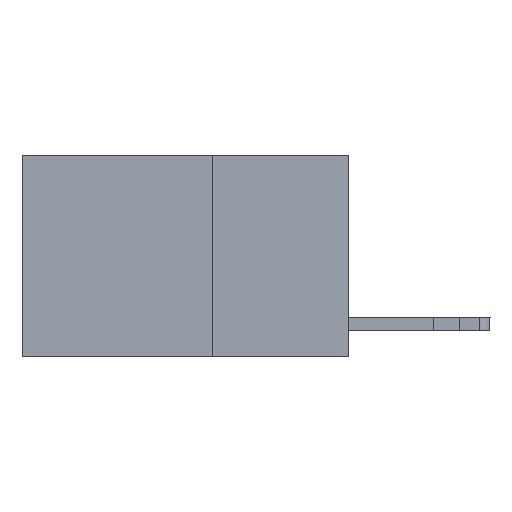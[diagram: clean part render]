
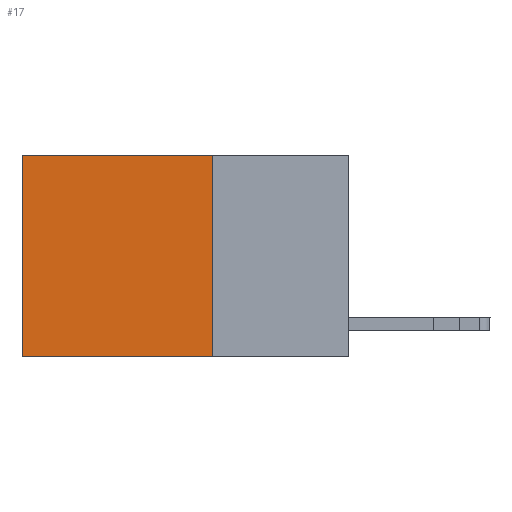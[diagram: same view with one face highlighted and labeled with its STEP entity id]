
A CAD part, left-side view. The second image highlights one B-rep face of the part: STEP entity #17.
In plain terms, the highlighted planar face has unit normal (-1, 0, 0).
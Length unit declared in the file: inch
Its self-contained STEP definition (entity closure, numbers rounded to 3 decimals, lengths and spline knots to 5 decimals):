
#17 = ADVANCED_FACE ( 'NONE', ( #4316 ), #10936, .F. ) ;
#1015 = CARTESIAN_POINT ( 'NONE',  ( 0.2625, 0.25, 0. ) ) ;
#1249 = CARTESIAN_POINT ( 'NONE',  ( 0.2625, 0.6, 0. ) ) ;
#2095 = VERTEX_POINT ( 'NONE', #13913 ) ;
#2638 = ORIENTED_EDGE ( 'NONE', *, *, #8408, .F. ) ;
#3199 = ORIENTED_EDGE ( 'NONE', *, *, #4538, .F. ) ;
#3444 = LINE ( 'NONE', #12619, #18037 ) ;
#3751 = DIRECTION ( 'NONE',  ( 1., 0., 0. ) ) ;
#4316 = FACE_OUTER_BOUND ( 'NONE', #15131, .T. ) ;
#4538 = EDGE_CURVE ( 'NONE', #9308, #18179, #13190, .T. ) ;
#4543 = AXIS2_PLACEMENT_3D ( 'NONE', #9503, #3751, #13730 ) ;
#4724 = LINE ( 'NONE', #1249, #15571 ) ;
#6654 = VECTOR ( 'NONE', #13963, 39.37008 ) ;
#7189 = ORIENTED_EDGE ( 'NONE', *, *, #11483, .T. ) ;
#7804 = CARTESIAN_POINT ( 'NONE',  ( 0.2625, 0.25, 0. ) ) ;
#8408 = EDGE_CURVE ( 'NONE', #13763, #9308, #10880, .T. ) ;
#9308 = VERTEX_POINT ( 'NONE', #11806 ) ;
#9503 = CARTESIAN_POINT ( 'NONE',  ( 0.2625, 0.25, 0. ) ) ;
#10384 = DIRECTION ( 'NONE',  ( 0., 1., 0. ) ) ;
#10880 = LINE ( 'NONE', #1015, #6654 ) ;
#10936 = PLANE ( 'NONE',  #4543 ) ;
#11382 = DIRECTION ( 'NONE',  ( 0., 0., -1. ) ) ;
#11483 = EDGE_CURVE ( 'NONE', #13763, #2095, #3444, .T. ) ;
#11806 = CARTESIAN_POINT ( 'NONE',  ( 0.2625, 0.25, -0.37 ) ) ;
#12619 = CARTESIAN_POINT ( 'NONE',  ( 0.2625, 0.25, 0. ) ) ;
#13190 = LINE ( 'NONE', #17291, #13617 ) ;
#13617 = VECTOR ( 'NONE', #10384, 39.37008 ) ;
#13730 = DIRECTION ( 'NONE',  ( 0., 0., -1. ) ) ;
#13763 = VERTEX_POINT ( 'NONE', #7804 ) ;
#13913 = CARTESIAN_POINT ( 'NONE',  ( 0.2625, 0.6, 0. ) ) ;
#13963 = DIRECTION ( 'NONE',  ( 0., 0., -1. ) ) ;
#14005 = EDGE_CURVE ( 'NONE', #2095, #18179, #4724, .T. ) ;
#14023 = DIRECTION ( 'NONE',  ( 0., 1., 0. ) ) ;
#15131 = EDGE_LOOP ( 'NONE', ( #16814, #3199, #2638, #7189 ) ) ;
#15571 = VECTOR ( 'NONE', #11382, 39.37008 ) ;
#15762 = CARTESIAN_POINT ( 'NONE',  ( 0.2625, 0.6, -0.37 ) ) ;
#16814 = ORIENTED_EDGE ( 'NONE', *, *, #14005, .T. ) ;
#17291 = CARTESIAN_POINT ( 'NONE',  ( 0.2625, 0.25, -0.37 ) ) ;
#18037 = VECTOR ( 'NONE', #14023, 39.37008 ) ;
#18179 = VERTEX_POINT ( 'NONE', #15762 ) ;
